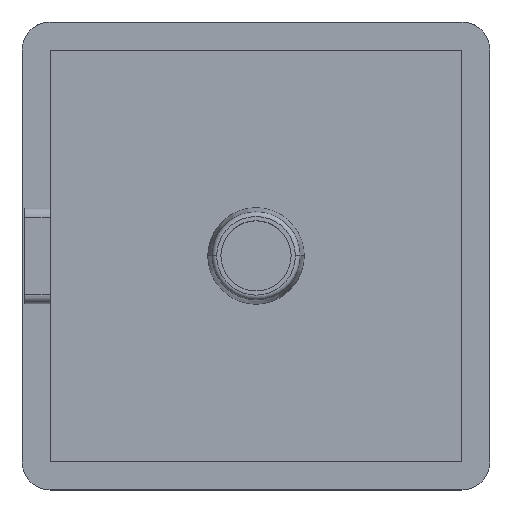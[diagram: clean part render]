
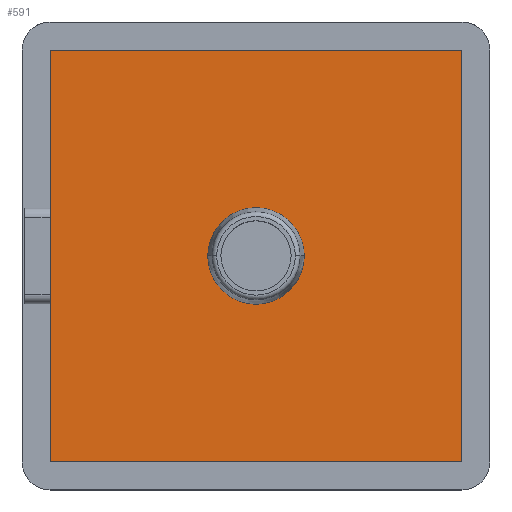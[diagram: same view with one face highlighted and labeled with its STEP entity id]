
A CAD part, top view. The second image highlights one B-rep face of the part: STEP entity #591.
In plain terms, the highlighted planar face has unit normal (0, 0, 1).
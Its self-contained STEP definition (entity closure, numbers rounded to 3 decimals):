
#20=FACE_BOUND('',#205,.T.);
#23=PLANE('',#644);
#71=LINE('',#967,#123);
#72=LINE('',#969,#124);
#73=LINE('',#971,#125);
#74=LINE('',#972,#126);
#123=VECTOR('',#756,44.);
#124=VECTOR('',#757,44.);
#125=VECTOR('',#758,44.);
#126=VECTOR('',#759,44.);
#164=FACE_OUTER_BOUND('',#204,.T.);
#204=EDGE_LOOP('',(#444,#445,#446,#447));
#205=EDGE_LOOP('',(#448,#449));
#247=CIRCLE('',#638,5.15);
#252=CIRCLE('',#645,5.15);
#284=VERTEX_POINT('',#926);
#285=VERTEX_POINT('',#928);
#302=VERTEX_POINT('',#965);
#303=VERTEX_POINT('',#966);
#304=VERTEX_POINT('',#968);
#305=VERTEX_POINT('',#970);
#338=EDGE_CURVE('',#284,#285,#247,.T.);
#356=EDGE_CURVE('',#302,#303,#71,.T.);
#357=EDGE_CURVE('',#303,#304,#72,.T.);
#358=EDGE_CURVE('',#304,#305,#73,.T.);
#359=EDGE_CURVE('',#305,#302,#74,.T.);
#360=EDGE_CURVE('',#285,#284,#252,.T.);
#444=ORIENTED_EDGE('',*,*,#356,.T.);
#445=ORIENTED_EDGE('',*,*,#357,.T.);
#446=ORIENTED_EDGE('',*,*,#358,.T.);
#447=ORIENTED_EDGE('',*,*,#359,.T.);
#448=ORIENTED_EDGE('',*,*,#360,.F.);
#449=ORIENTED_EDGE('',*,*,#338,.F.);
#591=ADVANCED_FACE('',(#164,#20),#23,.T.);
#638=AXIS2_PLACEMENT_3D('',#929,#729,#730);
#644=AXIS2_PLACEMENT_3D('',#964,#754,#755);
#645=AXIS2_PLACEMENT_3D('',#973,#760,#761);
#729=DIRECTION('center_axis',(0.,0.,1.));
#730=DIRECTION('ref_axis',(1.,0.,0.));
#754=DIRECTION('center_axis',(0.,0.,1.));
#755=DIRECTION('ref_axis',(1.,0.,0.));
#756=DIRECTION('',(0.,-1.,0.));
#757=DIRECTION('',(1.,0.,0.));
#758=DIRECTION('',(0.,1.,0.));
#759=DIRECTION('',(-1.,0.,0.));
#760=DIRECTION('center_axis',(0.,0.,1.));
#761=DIRECTION('ref_axis',(1.,0.,0.));
#926=CARTESIAN_POINT('',(5.15,0.,3.));
#928=CARTESIAN_POINT('',(-5.15,0.,3.));
#929=CARTESIAN_POINT('Origin',(0.,0.,3.));
#964=CARTESIAN_POINT('Origin',(-22.,22.,3.));
#965=CARTESIAN_POINT('',(-22.,22.,3.));
#966=CARTESIAN_POINT('',(-22.,-22.,3.));
#967=CARTESIAN_POINT('',(-22.,22.,3.));
#968=CARTESIAN_POINT('',(22.,-22.,3.));
#969=CARTESIAN_POINT('',(-22.,-22.,3.));
#970=CARTESIAN_POINT('',(22.,22.,3.));
#971=CARTESIAN_POINT('',(22.,22.,3.));
#972=CARTESIAN_POINT('',(-22.,22.,3.));
#973=CARTESIAN_POINT('Origin',(0.,0.,3.));
